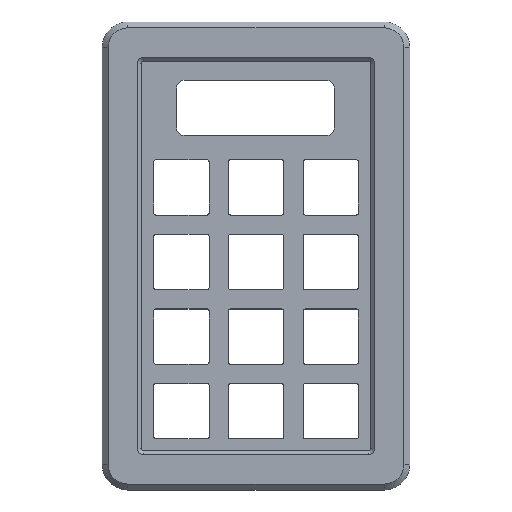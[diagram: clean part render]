
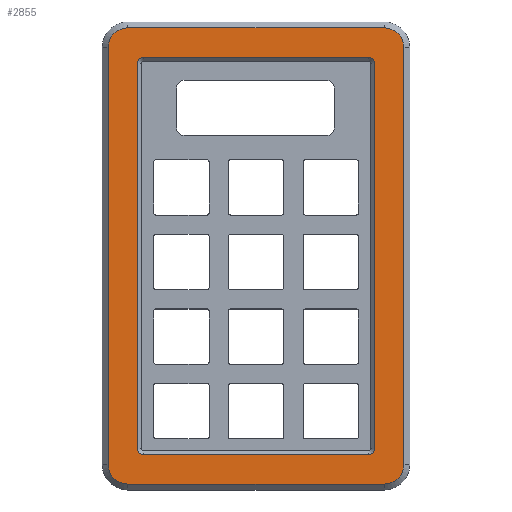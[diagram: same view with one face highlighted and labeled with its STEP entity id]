
A CAD part, top view. The second image highlights one B-rep face of the part: STEP entity #2855.
In plain terms, the highlighted planar face has unit normal (0, 0, 1).
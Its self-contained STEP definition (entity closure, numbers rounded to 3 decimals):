
#28=FACE_BOUND('',#415,.T.);
#71=PLANE('',#3120);
#242=FACE_OUTER_BOUND('',#414,.T.);
#414=EDGE_LOOP('',(#2214,#2215,#2216,#2217,#2218,#2219,#2220,#2221));
#415=EDGE_LOOP('',(#2222,#2223,#2224,#2225,#2226,#2227,#2228,#2229));
#581=LINE('',#4312,#857);
#584=LINE('',#4320,#860);
#638=LINE('',#4535,#914);
#643=LINE('',#4549,#919);
#647=LINE('',#4561,#923);
#651=LINE('',#4573,#927);
#660=LINE('',#4600,#936);
#661=LINE('',#4603,#937);
#857=VECTOR('',#3441,10.);
#860=VECTOR('',#3450,10.);
#914=VECTOR('',#3612,10.);
#919=VECTOR('',#3625,10.);
#923=VECTOR('',#3637,10.);
#927=VECTOR('',#3649,10.);
#936=VECTOR('',#3680,10.);
#937=VECTOR('',#3683,10.);
#1130=CIRCLE('',#3040,1.5);
#1131=CIRCLE('',#3043,1.5);
#1184=CIRCLE('',#3100,5.);
#1186=CIRCLE('',#3104,5.);
#1188=CIRCLE('',#3108,5.);
#1190=CIRCLE('',#3112,5.);
#1194=CIRCLE('',#3121,1.5);
#1195=CIRCLE('',#3122,1.5);
#1286=VERTEX_POINT('',#4304);
#1287=VERTEX_POINT('',#4306);
#1288=VERTEX_POINT('',#4310);
#1289=VERTEX_POINT('',#4314);
#1290=VERTEX_POINT('',#4318);
#1396=VERTEX_POINT('',#4532);
#1397=VERTEX_POINT('',#4534);
#1400=VERTEX_POINT('',#4541);
#1402=VERTEX_POINT('',#4547);
#1404=VERTEX_POINT('',#4553);
#1406=VERTEX_POINT('',#4559);
#1408=VERTEX_POINT('',#4565);
#1410=VERTEX_POINT('',#4571);
#1416=VERTEX_POINT('',#4597);
#1417=VERTEX_POINT('',#4599);
#1418=VERTEX_POINT('',#4601);
#1583=EDGE_CURVE('',#1286,#1287,#1130,.T.);
#1586=EDGE_CURVE('',#1286,#1288,#581,.T.);
#1588=EDGE_CURVE('',#1289,#1288,#1131,.T.);
#1590=EDGE_CURVE('',#1289,#1290,#584,.T.);
#1696=EDGE_CURVE('',#1396,#1397,#638,.T.);
#1700=EDGE_CURVE('',#1400,#1396,#1184,.T.);
#1703=EDGE_CURVE('',#1402,#1400,#643,.T.);
#1706=EDGE_CURVE('',#1404,#1402,#1186,.T.);
#1709=EDGE_CURVE('',#1406,#1404,#647,.T.);
#1712=EDGE_CURVE('',#1408,#1406,#1188,.T.);
#1715=EDGE_CURVE('',#1410,#1408,#651,.T.);
#1717=EDGE_CURVE('',#1397,#1410,#1190,.T.);
#1728=EDGE_CURVE('',#1416,#1290,#1194,.T.);
#1729=EDGE_CURVE('',#1416,#1417,#660,.T.);
#1730=EDGE_CURVE('',#1418,#1417,#1195,.T.);
#1731=EDGE_CURVE('',#1418,#1287,#661,.T.);
#2214=ORIENTED_EDGE('',*,*,#1696,.F.);
#2215=ORIENTED_EDGE('',*,*,#1700,.F.);
#2216=ORIENTED_EDGE('',*,*,#1703,.F.);
#2217=ORIENTED_EDGE('',*,*,#1706,.F.);
#2218=ORIENTED_EDGE('',*,*,#1709,.F.);
#2219=ORIENTED_EDGE('',*,*,#1712,.F.);
#2220=ORIENTED_EDGE('',*,*,#1715,.F.);
#2221=ORIENTED_EDGE('',*,*,#1717,.F.);
#2222=ORIENTED_EDGE('',*,*,#1586,.T.);
#2223=ORIENTED_EDGE('',*,*,#1588,.F.);
#2224=ORIENTED_EDGE('',*,*,#1590,.T.);
#2225=ORIENTED_EDGE('',*,*,#1728,.F.);
#2226=ORIENTED_EDGE('',*,*,#1729,.T.);
#2227=ORIENTED_EDGE('',*,*,#1730,.F.);
#2228=ORIENTED_EDGE('',*,*,#1731,.T.);
#2229=ORIENTED_EDGE('',*,*,#1583,.F.);
#2855=ADVANCED_FACE('',(#242,#28),#71,.T.);
#3040=AXIS2_PLACEMENT_3D('',#4307,#3435,#3436);
#3043=AXIS2_PLACEMENT_3D('',#4316,#3445,#3446);
#3100=AXIS2_PLACEMENT_3D('',#4543,#3618,#3619);
#3104=AXIS2_PLACEMENT_3D('',#4555,#3630,#3631);
#3108=AXIS2_PLACEMENT_3D('',#4567,#3642,#3643);
#3112=AXIS2_PLACEMENT_3D('',#4576,#3653,#3654);
#3120=AXIS2_PLACEMENT_3D('',#4596,#3676,#3677);
#3121=AXIS2_PLACEMENT_3D('',#4598,#3678,#3679);
#3122=AXIS2_PLACEMENT_3D('',#4602,#3681,#3682);
#3435=DIRECTION('center_axis',(0.,0.,1.));
#3436=DIRECTION('ref_axis',(-0.707,0.707,0.));
#3441=DIRECTION('',(1.,0.,0.));
#3445=DIRECTION('center_axis',(0.,0.,1.));
#3446=DIRECTION('ref_axis',(0.707,0.707,0.));
#3450=DIRECTION('',(0.,-1.,0.));
#3612=DIRECTION('',(0.,-1.,0.));
#3618=DIRECTION('center_axis',(0.,0.,-1.));
#3619=DIRECTION('ref_axis',(1.,0.,0.));
#3625=DIRECTION('',(1.,0.,0.));
#3630=DIRECTION('center_axis',(0.,0.,-1.));
#3631=DIRECTION('ref_axis',(0.,1.,0.));
#3637=DIRECTION('',(0.,1.,0.));
#3642=DIRECTION('center_axis',(0.,0.,-1.));
#3643=DIRECTION('ref_axis',(-1.,0.,0.));
#3649=DIRECTION('',(-1.,0.,0.));
#3653=DIRECTION('center_axis',(0.,0.,-1.));
#3654=DIRECTION('ref_axis',(0.,-1.,0.));
#3676=DIRECTION('center_axis',(0.,0.,1.));
#3677=DIRECTION('ref_axis',(-1.,0.,0.));
#3678=DIRECTION('center_axis',(0.,0.,1.));
#3679=DIRECTION('ref_axis',(0.707,-0.707,0.));
#3680=DIRECTION('',(-1.,0.,0.));
#3681=DIRECTION('center_axis',(0.,0.,1.));
#3682=DIRECTION('ref_axis',(-0.707,-0.707,0.));
#3683=DIRECTION('',(0.,1.,0.));
#4304=CARTESIAN_POINT('',(-28.75,50.75,6.5));
#4306=CARTESIAN_POINT('',(-30.25,49.25,6.5));
#4307=CARTESIAN_POINT('Origin',(-28.75,49.25,6.5));
#4310=CARTESIAN_POINT('',(28.75,50.75,6.5));
#4312=CARTESIAN_POINT('',(-30.25,50.75,6.5));
#4314=CARTESIAN_POINT('',(30.25,49.25,6.5));
#4316=CARTESIAN_POINT('Origin',(28.75,49.25,6.5));
#4318=CARTESIAN_POINT('',(30.25,-49.25,6.5));
#4320=CARTESIAN_POINT('',(30.25,50.75,6.5));
#4532=CARTESIAN_POINT('',(37.75,53.25,6.5));
#4534=CARTESIAN_POINT('',(37.75,-53.25,6.5));
#4535=CARTESIAN_POINT('',(37.75,-26.625,6.5));
#4541=CARTESIAN_POINT('',(32.75,58.25,6.5));
#4543=CARTESIAN_POINT('Origin',(32.75,53.25,6.5));
#4547=CARTESIAN_POINT('',(-32.75,58.25,6.5));
#4549=CARTESIAN_POINT('',(16.375,58.25,6.5));
#4553=CARTESIAN_POINT('',(-37.75,53.25,6.5));
#4555=CARTESIAN_POINT('Origin',(-32.75,53.25,6.5));
#4559=CARTESIAN_POINT('',(-37.75,-53.25,6.5));
#4561=CARTESIAN_POINT('',(-37.75,26.625,6.5));
#4565=CARTESIAN_POINT('',(-32.75,-58.25,6.5));
#4567=CARTESIAN_POINT('Origin',(-32.75,-53.25,6.5));
#4571=CARTESIAN_POINT('',(32.75,-58.25,6.5));
#4573=CARTESIAN_POINT('',(-16.375,-58.25,6.5));
#4576=CARTESIAN_POINT('Origin',(32.75,-53.25,6.5));
#4596=CARTESIAN_POINT('Origin',(0.,0.,6.5));
#4597=CARTESIAN_POINT('',(28.75,-50.75,6.5));
#4598=CARTESIAN_POINT('Origin',(28.75,-49.25,6.5));
#4599=CARTESIAN_POINT('',(-28.75,-50.75,6.5));
#4600=CARTESIAN_POINT('',(30.25,-50.75,6.5));
#4601=CARTESIAN_POINT('',(-30.25,-49.25,6.5));
#4602=CARTESIAN_POINT('Origin',(-28.75,-49.25,6.5));
#4603=CARTESIAN_POINT('',(-30.25,-50.75,6.5));
